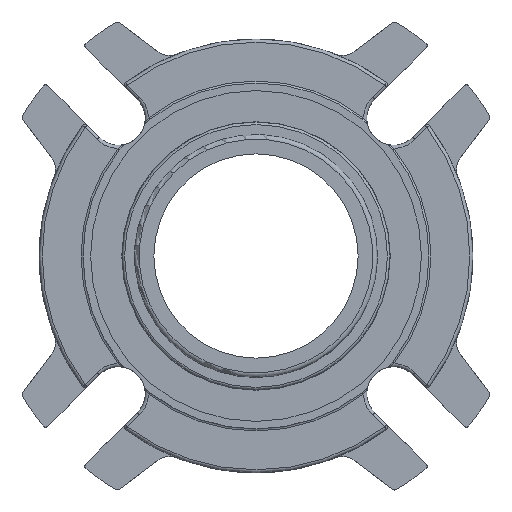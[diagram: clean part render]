
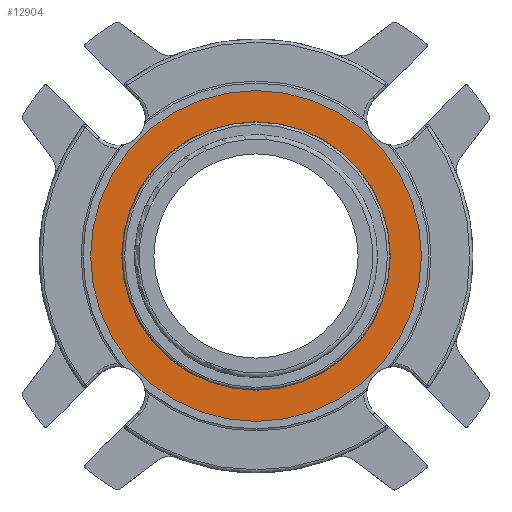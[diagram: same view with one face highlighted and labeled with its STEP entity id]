
A CAD part, left-side view. The second image highlights one B-rep face of the part: STEP entity #12904.
In plain terms, the highlighted planar face has unit normal (-1, 0, 0).
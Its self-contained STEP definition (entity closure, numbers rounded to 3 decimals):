
#1578=PLANE('',#13994);
#4284=ORIENTED_EDGE('',*,*,#5632,.T.);
#4285=ORIENTED_EDGE('',*,*,#5623,.T.);
#5623=EDGE_CURVE('',#6468,#6468,#7033,.T.);
#5632=EDGE_CURVE('',#6477,#6477,#7042,.F.);
#6468=VERTEX_POINT('',#21032);
#6477=VERTEX_POINT('',#21059);
#7033=CIRCLE('',#13977,53.975);
#7042=CIRCLE('',#13995,43.815);
#7663=EDGE_LOOP('',(#4284));
#7664=EDGE_LOOP('',(#4285));
#8294=FACE_BOUND('',#7663,.T.);
#8295=FACE_BOUND('',#7664,.T.);
#12904=ADVANCED_FACE('',(#8294,#8295),#1578,.T.);
#13977=AXIS2_PLACEMENT_3D('',#21031,#16637,#16638);
#13994=AXIS2_PLACEMENT_3D('',#21057,#16671,#16672);
#13995=AXIS2_PLACEMENT_3D('',#21058,#16673,#16674);
#16637=DIRECTION('',(-1.,0.,0.));
#16638=DIRECTION('',(0.,0.,1.));
#16671=DIRECTION('',(-1.,0.,0.));
#16672=DIRECTION('',(0.,0.,1.));
#16673=DIRECTION('',(-1.,0.,0.));
#16674=DIRECTION('',(0.,0.,1.));
#21031=CARTESIAN_POINT('',(-37.846,0.,0.));
#21032=CARTESIAN_POINT('',(-37.846,0.,53.975));
#21057=CARTESIAN_POINT('',(-37.846,0.,46.038));
#21058=CARTESIAN_POINT('',(-37.846,0.,0.));
#21059=CARTESIAN_POINT('',(-37.846,0.,43.815));
